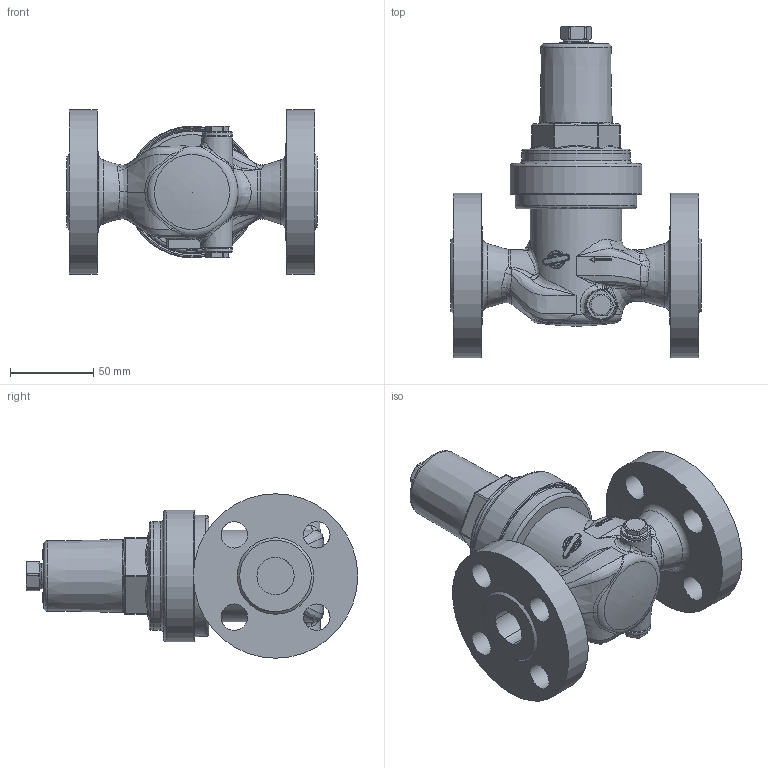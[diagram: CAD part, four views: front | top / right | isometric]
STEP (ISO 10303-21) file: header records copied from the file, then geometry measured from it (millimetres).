
FILE_DESCRIPTION(/* description */ (''),/* implementation_level */ '2;1');
FILE_NAME(/* name */ '083003-619A0.stp',/* time_stamp */ '2024-10-14T14:40:51+02:00',/* author */ ('Stefan.Junkers'),/* organization */ (''),/* preprocessor_version */ 'ST-DEVELOPER v20',/* originating_system */ 'Autodesk Inventor 2025',/* authorisation */ '');
FILE_SCHEMA (('AUTOMOTIVE_DESIGN { 1 0 10303 214 3 1 1 }'));
Products named in the file (1): 083003-619A0.20241014
Bounding box: 150 x 198.81 x 98.6 mm (x, y, z)
Volume: 724480.3 mm3; surface area: 92632.1 mm2
Topology: 1 solids, 1 shells, 644 faces, 1698 edges, 1056 vertices
Faces by surface type: bspline 322, plane 131, cylinder 101, cone 44, torus 35, sphere 11
Full cylindrical faces by diameter (mm): 2 x1, 5 x1, 10 x1, 10.2 x1, 15 x1, 15.9 x8, 18 x2, 55 x1, 65 x1, 73 x1, 79 x1, 98.6 x2
Entity records: 37169 total; most frequent: CARTESIAN_POINT 23174, ORIENTED_EDGE 3334, DIRECTION 1873, EDGE_CURVE 1667, VERTEX_POINT 1056, B_SPLINE_CURVE_WITH_KNOTS 871, AXIS2_PLACEMENT_3D 802, EDGE_LOOP 691
